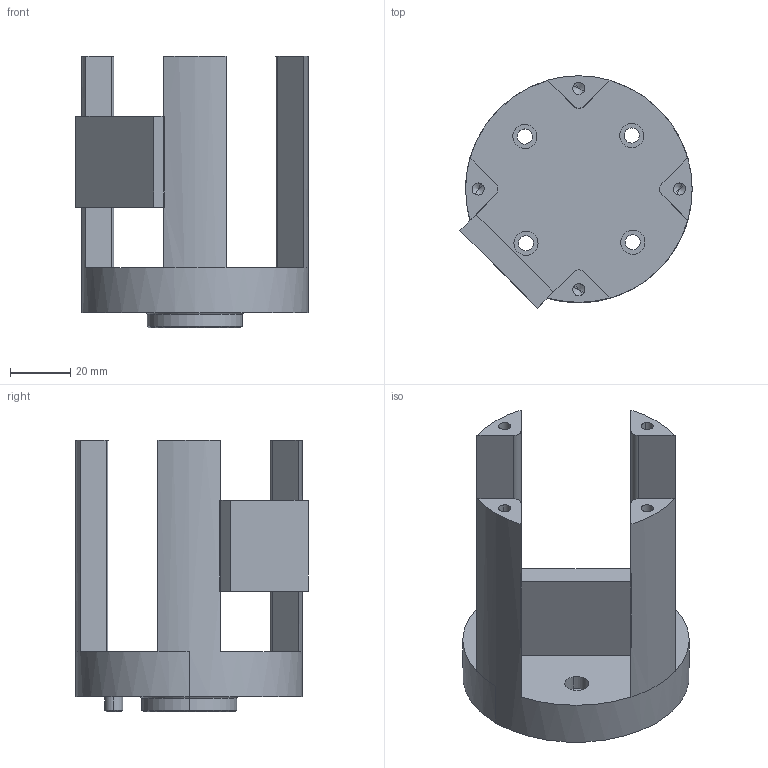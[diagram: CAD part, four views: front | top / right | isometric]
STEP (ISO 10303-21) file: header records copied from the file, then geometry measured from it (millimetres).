
FILE_DESCRIPTION(('CATIA V5 STEP Exchange'),'2;1');
FILE_NAME('MidConn1.stp','2020-05-20T16:04:54+00:00',('none'),('none'),'CATIA Version 5 Release 19 SP 9 (IN-10)','CATIA V5 STEP AP203','none');
FILE_SCHEMA(('CONFIG_CONTROL_DESIGN'));
Length unit declared in the file: millimetre
Products named in the file (1): MidConn1
Bounding box: 76.89 x 76.89 x 90 mm (x, y, z)
Volume: 110934.1 mm3; surface area: 31188.2 mm2
Topology: 1 solids, 1 shells, 81 faces, 211 edges, 132 vertices
Faces by surface type: cylinder 41, plane 26, cone 12, torus 2
Entity records: 2279 total; most frequent: ORIENTED_EDGE 406, CARTESIAN_POINT 389, DIRECTION 309, EDGE_CURVE 203, AXIS2_PLACEMENT_3D 155, VERTEX_POINT 132, VECTOR 102, LINE 102
